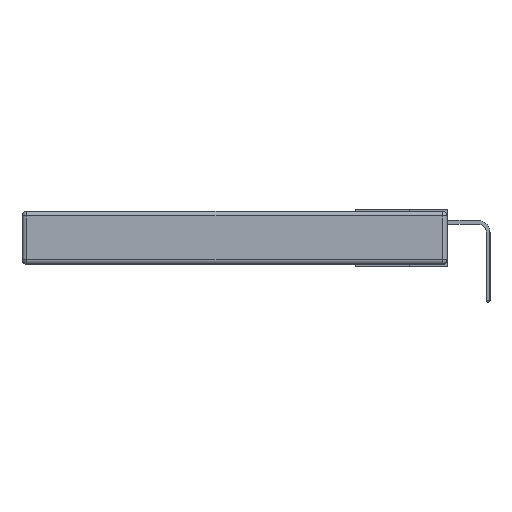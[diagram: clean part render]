
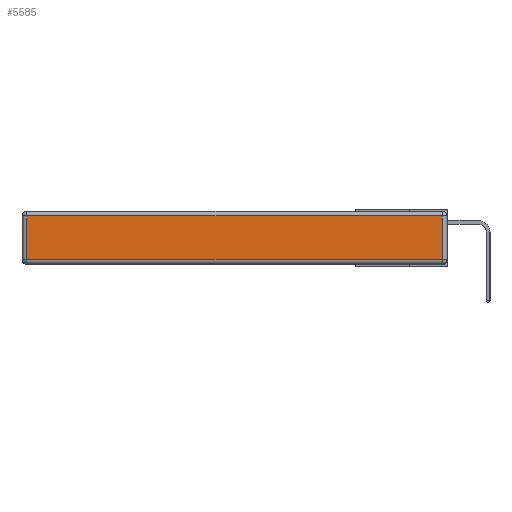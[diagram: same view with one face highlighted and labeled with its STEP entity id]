
A CAD part, left-side view. The second image highlights one B-rep face of the part: STEP entity #5585.
In plain terms, the highlighted planar face has unit normal (-1, 0, 0).
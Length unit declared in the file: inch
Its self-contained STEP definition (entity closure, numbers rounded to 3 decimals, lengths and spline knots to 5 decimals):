
#391 = CARTESIAN_POINT ( 'NONE',  ( 0., 2.72, -0.03 ) ) ;
#675 = VECTOR ( 'NONE', #16642, 39.37008 ) ;
#742 = VECTOR ( 'NONE', #12293, 39.37008 ) ;
#868 = DIRECTION ( 'NONE',  ( 0., 0., 1. ) ) ;
#1310 = VERTEX_POINT ( 'NONE', #10972 ) ;
#1563 = ORIENTED_EDGE ( 'NONE', *, *, #11117, .T. ) ;
#2520 = LINE ( 'NONE', #8929, #8725 ) ;
#2645 = CARTESIAN_POINT ( 'NONE',  ( 0., 0., -0.313 ) ) ;
#2759 = ORIENTED_EDGE ( 'NONE', *, *, #15699, .T. ) ;
#2760 = DIRECTION ( 'NONE',  ( 0., -1., 0. ) ) ;
#2833 = LINE ( 'NONE', #4209, #742 ) ;
#3034 = CARTESIAN_POINT ( 'NONE',  ( 0., 2.72, -0.343 ) ) ;
#3271 = DIRECTION ( 'NONE',  ( 0., 0., 1. ) ) ;
#3947 = DIRECTION ( 'NONE',  ( -1., 0., 0. ) ) ;
#4209 = CARTESIAN_POINT ( 'NONE',  ( 0., 2.75, -0.03 ) ) ;
#4413 = EDGE_LOOP ( 'NONE', ( #6090, #2759, #1563, #13033 ) ) ;
#4889 = EDGE_CURVE ( 'NONE', #8917, #10710, #4925, .T. ) ;
#4925 = LINE ( 'NONE', #3034, #675 ) ;
#5041 = CARTESIAN_POINT ( 'NONE',  ( 0., 0., -0.343 ) ) ;
#5115 = FACE_OUTER_BOUND ( 'NONE', #4413, .T. ) ;
#5375 = VERTEX_POINT ( 'NONE', #10825 ) ;
#5419 = AXIS2_PLACEMENT_3D ( 'NONE', #5041, #3947, #868 ) ;
#5585 = ADVANCED_FACE ( 'NONE', ( #5115 ), #7719, .T. ) ;
#6090 = ORIENTED_EDGE ( 'NONE', *, *, #14771, .T. ) ;
#7488 = LINE ( 'NONE', #2645, #8755 ) ;
#7719 = PLANE ( 'NONE',  #5419 ) ;
#8725 = VECTOR ( 'NONE', #3271, 39.37008 ) ;
#8755 = VECTOR ( 'NONE', #2760, 39.37008 ) ;
#8917 = VERTEX_POINT ( 'NONE', #391 ) ;
#8929 = CARTESIAN_POINT ( 'NONE',  ( 0., 0.03, -0.343 ) ) ;
#10710 = VERTEX_POINT ( 'NONE', #11160 ) ;
#10825 = CARTESIAN_POINT ( 'NONE',  ( 0., 0.03, -0.313 ) ) ;
#10972 = CARTESIAN_POINT ( 'NONE',  ( 0., 0.03, -0.03 ) ) ;
#11117 = EDGE_CURVE ( 'NONE', #1310, #8917, #2833, .T. ) ;
#11160 = CARTESIAN_POINT ( 'NONE',  ( 0., 2.72, -0.313 ) ) ;
#12293 = DIRECTION ( 'NONE',  ( 0., 1., 0. ) ) ;
#13033 = ORIENTED_EDGE ( 'NONE', *, *, #4889, .T. ) ;
#14771 = EDGE_CURVE ( 'NONE', #10710, #5375, #7488, .T. ) ;
#15699 = EDGE_CURVE ( 'NONE', #5375, #1310, #2520, .T. ) ;
#16642 = DIRECTION ( 'NONE',  ( 0., 0., -1. ) ) ;
